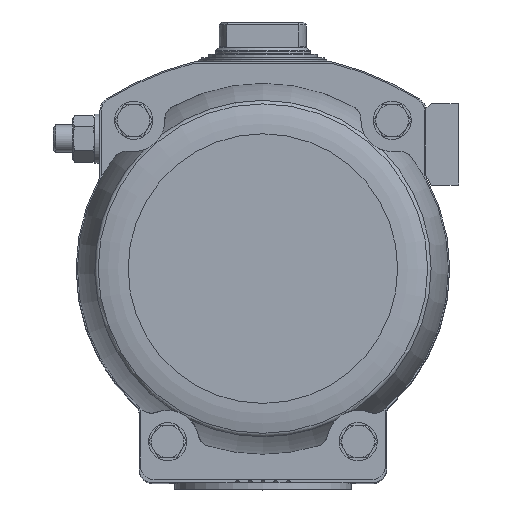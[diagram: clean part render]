
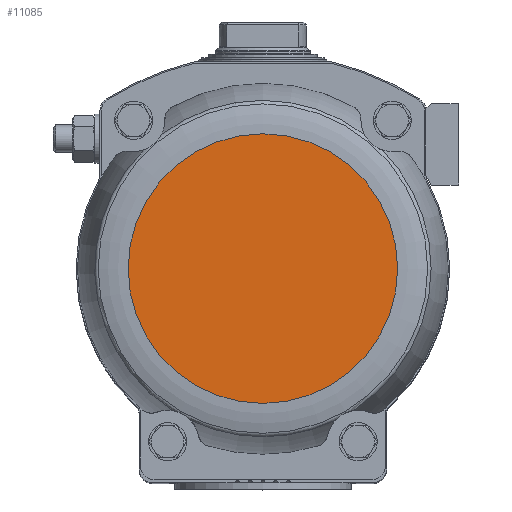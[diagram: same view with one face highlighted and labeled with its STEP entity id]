
A CAD part, top view. The second image highlights one B-rep face of the part: STEP entity #11085.
In plain terms, the highlighted planar face has unit normal (0, 0, 1).
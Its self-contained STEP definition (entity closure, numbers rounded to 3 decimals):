
#462=PLANE('',#12206);
#4009=ORIENTED_EDGE('',*,*,#6338,.T.);
#6338=EDGE_CURVE('',#7666,#7666,#8397,.T.);
#7666=VERTEX_POINT('',#18580);
#8397=CIRCLE('',#12205,99.019);
#9120=EDGE_LOOP('',(#4009));
#10082=FACE_BOUND('',#9120,.T.);
#11085=ADVANCED_FACE('',(#10082),#462,.F.);
#12205=AXIS2_PLACEMENT_3D('',#18579,#14663,#14664);
#12206=AXIS2_PLACEMENT_3D('',#18581,#14665,#14666);
#14663=DIRECTION('',(0.,0.,1.));
#14664=DIRECTION('',(1.,0.,0.));
#14665=DIRECTION('',(0.,0.,-1.));
#14666=DIRECTION('',(-1.,0.,0.));
#18579=CARTESIAN_POINT('',(0.,0.,318.));
#18580=CARTESIAN_POINT('',(99.019,0.,318.));
#18581=CARTESIAN_POINT('',(99.019,0.,318.));
